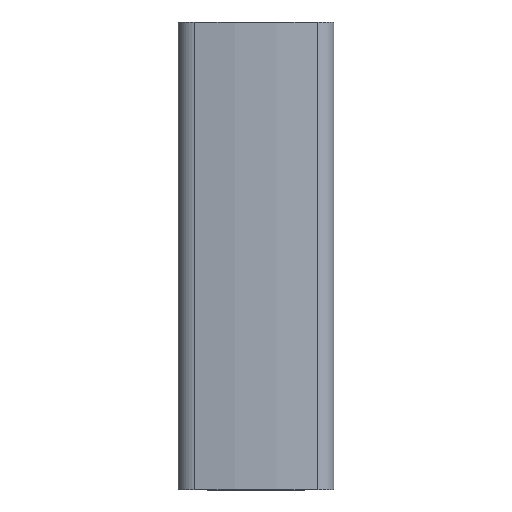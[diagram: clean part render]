
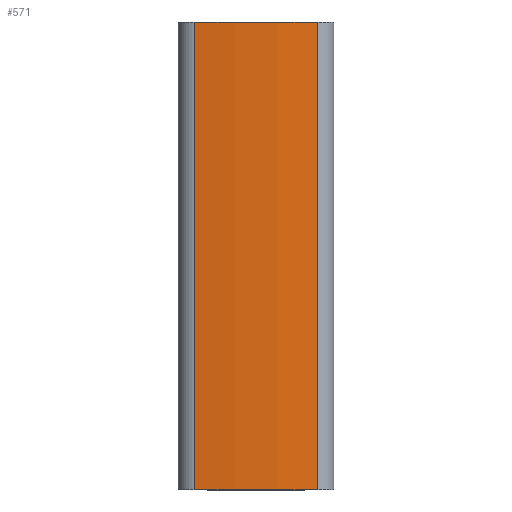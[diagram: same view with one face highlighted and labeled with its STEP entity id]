
A CAD part, top view. The second image highlights one B-rep face of the part: STEP entity #571.
In plain terms, the highlighted cylindrical face has radius 128.27 mm (diameter 256.54 mm), a partial arc.
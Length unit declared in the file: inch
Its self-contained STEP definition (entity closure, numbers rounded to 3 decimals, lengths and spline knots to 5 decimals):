
#506=CARTESIAN_POINT('',(11.85601,8.82051,0.59245));
#507=VERTEX_POINT('',#506);
#515=CARTESIAN_POINT('',(11.85601,2.82051,0.59245));
#516=VERTEX_POINT('',#515);
#517=CARTESIAN_POINT('',(11.85601,5.82051,0.59245));
#518=DIRECTION('',(0.,1.,0.));
#519=VECTOR('',#518,1.);
#520=LINE('',#517,#519);
#521=EDGE_CURVE('',#516,#507,#520,.T.);
#539=CARTESIAN_POINT('',(10.27789,8.82051,0.59245));
#540=VERTEX_POINT('',#539);
#541=CARTESIAN_POINT('',(11.06695,8.82051,-4.39552));
#542=DIRECTION('',(0.,-1.,0.));
#543=DIRECTION('',(1.,0.,0.));
#544=AXIS2_PLACEMENT_3D('',#541,#542,#543);
#545=CIRCLE('',#544,5.05);
#546=EDGE_CURVE('',#507,#540,#545,.T.);
#547=ORIENTED_EDGE('',*,*,#546,.T.);
#548=CARTESIAN_POINT('',(10.27789,2.82051,0.59245));
#549=VERTEX_POINT('',#548);
#550=CARTESIAN_POINT('',(10.27789,5.82051,0.59245));
#551=DIRECTION('',(0.,-1.,0.));
#552=VECTOR('',#551,1.);
#553=LINE('',#550,#552);
#554=EDGE_CURVE('',#540,#549,#553,.T.);
#555=ORIENTED_EDGE('',*,*,#554,.T.);
#556=CARTESIAN_POINT('',(11.06695,2.82051,-4.39552));
#557=DIRECTION('',(0.,1.,0.));
#558=DIRECTION('',(1.,0.,0.));
#559=AXIS2_PLACEMENT_3D('',#556,#557,#558);
#560=CIRCLE('',#559,5.05);
#561=EDGE_CURVE('',#549,#516,#560,.T.);
#562=ORIENTED_EDGE('',*,*,#561,.T.);
#563=ORIENTED_EDGE('',*,*,#521,.T.);
#564=EDGE_LOOP('',(#547,#555,#562,#563));
#565=FACE_OUTER_BOUND('',#564,.T.);
#566=CARTESIAN_POINT('',(11.06695,5.82051,-4.39552));
#567=DIRECTION('',(0.,1.,0.));
#568=DIRECTION('',(1.,0.,0.));
#569=AXIS2_PLACEMENT_3D('',#566,#567,#568);
#570=CYLINDRICAL_SURFACE('',#569,5.05);
#571=ADVANCED_FACE('',(#565),#570,.T.);
